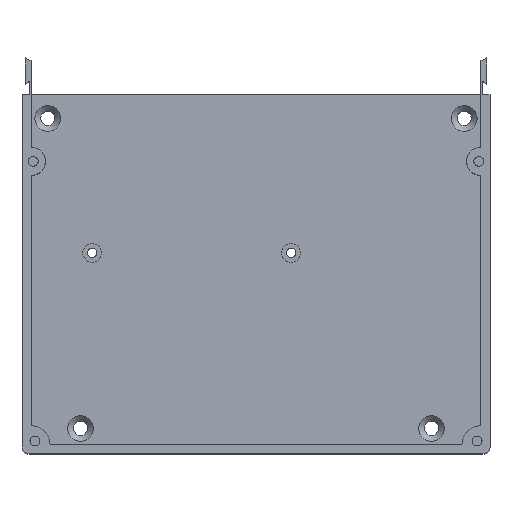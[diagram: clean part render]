
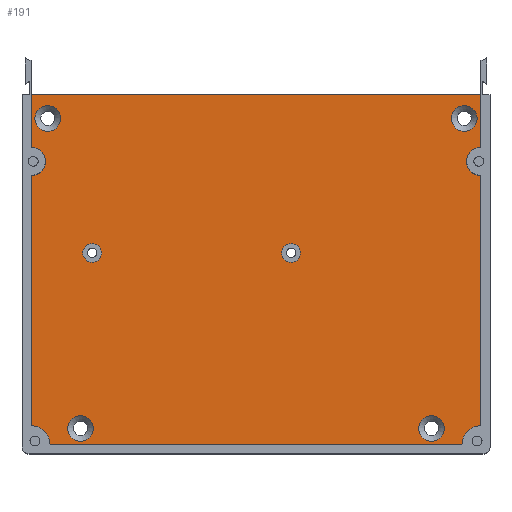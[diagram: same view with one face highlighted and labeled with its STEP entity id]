
A CAD part, top view. The second image highlights one B-rep face of the part: STEP entity #191.
In plain terms, the highlighted planar face has unit normal (0, 0, 1).
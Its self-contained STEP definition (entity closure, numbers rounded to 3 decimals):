
#55 = VERTEX_POINT('',#56);
#56 = CARTESIAN_POINT('',(30.5,11.,4.));
#64 = EDGE_CURVE('',#55,#55,#65,.T.);
#65 = CIRCLE('',#66,5.5);
#66 = AXIS2_PLACEMENT_3D('',#67,#68,#69);
#67 = CARTESIAN_POINT('',(25.,11.,4.));
#68 = DIRECTION('',(0.,0.,1.));
#69 = DIRECTION('',(1.,0.,0.));
#191 = ADVANCED_FACE('',(#192,#203,#289,#300,#311,#322,#333),#336,.T.);
#192 = FACE_BOUND('',#193,.T.);
#193 = EDGE_LOOP('',(#194));
#194 = ORIENTED_EDGE('',*,*,#195,.F.);
#195 = EDGE_CURVE('',#196,#196,#198,.T.);
#196 = VERTEX_POINT('',#197);
#197 = CARTESIAN_POINT('',(16.5,143.5,4.));
#198 = CIRCLE('',#199,5.5);
#199 = AXIS2_PLACEMENT_3D('',#200,#201,#202);
#200 = CARTESIAN_POINT('',(11.,143.5,4.));
#201 = DIRECTION('',(0.,0.,1.));
#202 = DIRECTION('',(1.,0.,0.));
#203 = FACE_BOUND('',#204,.T.);
#204 = EDGE_LOOP('',(#205,#215,#223,#232,#240,#249,#257,#266,#274,#283)
  );
#205 = ORIENTED_EDGE('',*,*,#206,.F.);
#206 = EDGE_CURVE('',#207,#209,#211,.T.);
#207 = VERTEX_POINT('',#208);
#208 = CARTESIAN_POINT('',(4.,153.5,4.));
#209 = VERTEX_POINT('',#210);
#210 = CARTESIAN_POINT('',(196.,153.5,4.));
#211 = LINE('',#212,#213);
#212 = CARTESIAN_POINT('',(0.,153.5,4.));
#213 = VECTOR('',#214,1.);
#214 = DIRECTION('',(1.,0.,0.));
#215 = ORIENTED_EDGE('',*,*,#216,.F.);
#216 = EDGE_CURVE('',#217,#207,#219,.T.);
#217 = VERTEX_POINT('',#218);
#218 = CARTESIAN_POINT('',(4.,131.,4.));
#219 = LINE('',#220,#221);
#220 = CARTESIAN_POINT('',(4.,4.,4.));
#221 = VECTOR('',#222,1.);
#222 = DIRECTION('',(0.,1.,0.));
#223 = ORIENTED_EDGE('',*,*,#224,.F.);
#224 = EDGE_CURVE('',#225,#217,#227,.T.);
#225 = VERTEX_POINT('',#226);
#226 = CARTESIAN_POINT('',(4.,119.,4.));
#227 = CIRCLE('',#228,6.);
#228 = AXIS2_PLACEMENT_3D('',#229,#230,#231);
#229 = CARTESIAN_POINT('',(4.,125.,4.));
#230 = DIRECTION('',(0.,0.,1.));
#231 = DIRECTION('',(1.,0.,0.));
#232 = ORIENTED_EDGE('',*,*,#233,.F.);
#233 = EDGE_CURVE('',#234,#225,#236,.T.);
#234 = VERTEX_POINT('',#235);
#235 = CARTESIAN_POINT('',(4.,12.,4.));
#236 = LINE('',#237,#238);
#237 = CARTESIAN_POINT('',(4.,4.,4.));
#238 = VECTOR('',#239,1.);
#239 = DIRECTION('',(0.,1.,0.));
#240 = ORIENTED_EDGE('',*,*,#241,.F.);
#241 = EDGE_CURVE('',#242,#234,#244,.T.);
#242 = VERTEX_POINT('',#243);
#243 = CARTESIAN_POINT('',(12.,4.,4.));
#244 = CIRCLE('',#245,8.);
#245 = AXIS2_PLACEMENT_3D('',#246,#247,#248);
#246 = CARTESIAN_POINT('',(4.,4.,4.));
#247 = DIRECTION('',(0.,0.,1.));
#248 = DIRECTION('',(1.,0.,0.));
#249 = ORIENTED_EDGE('',*,*,#250,.F.);
#250 = EDGE_CURVE('',#251,#242,#253,.T.);
#251 = VERTEX_POINT('',#252);
#252 = CARTESIAN_POINT('',(188.,4.,4.));
#253 = LINE('',#254,#255);
#254 = CARTESIAN_POINT('',(196.,4.,4.));
#255 = VECTOR('',#256,1.);
#256 = DIRECTION('',(-1.,0.,0.));
#257 = ORIENTED_EDGE('',*,*,#258,.F.);
#258 = EDGE_CURVE('',#259,#251,#261,.T.);
#259 = VERTEX_POINT('',#260);
#260 = CARTESIAN_POINT('',(196.,12.,4.));
#261 = CIRCLE('',#262,8.);
#262 = AXIS2_PLACEMENT_3D('',#263,#264,#265);
#263 = CARTESIAN_POINT('',(196.,4.,4.));
#264 = DIRECTION('',(0.,0.,1.));
#265 = DIRECTION('',(1.,0.,0.));
#266 = ORIENTED_EDGE('',*,*,#267,.F.);
#267 = EDGE_CURVE('',#268,#259,#270,.T.);
#268 = VERTEX_POINT('',#269);
#269 = CARTESIAN_POINT('',(196.,119.,4.));
#270 = LINE('',#271,#272);
#271 = CARTESIAN_POINT('',(196.,170.,4.));
#272 = VECTOR('',#273,1.);
#273 = DIRECTION('',(0.,-1.,0.));
#274 = ORIENTED_EDGE('',*,*,#275,.F.);
#275 = EDGE_CURVE('',#276,#268,#278,.T.);
#276 = VERTEX_POINT('',#277);
#277 = CARTESIAN_POINT('',(196.,131.,4.));
#278 = CIRCLE('',#279,6.);
#279 = AXIS2_PLACEMENT_3D('',#280,#281,#282);
#280 = CARTESIAN_POINT('',(196.,125.,4.));
#281 = DIRECTION('',(0.,0.,1.));
#282 = DIRECTION('',(1.,0.,0.));
#283 = ORIENTED_EDGE('',*,*,#284,.F.);
#284 = EDGE_CURVE('',#209,#276,#285,.T.);
#285 = LINE('',#286,#287);
#286 = CARTESIAN_POINT('',(196.,170.,4.));
#287 = VECTOR('',#288,1.);
#288 = DIRECTION('',(0.,-1.,0.));
#289 = FACE_BOUND('',#290,.T.);
#290 = EDGE_LOOP('',(#291));
#291 = ORIENTED_EDGE('',*,*,#292,.F.);
#292 = EDGE_CURVE('',#293,#293,#295,.T.);
#293 = VERTEX_POINT('',#294);
#294 = CARTESIAN_POINT('',(34.,86.,4.));
#295 = CIRCLE('',#296,4.);
#296 = AXIS2_PLACEMENT_3D('',#297,#298,#299);
#297 = CARTESIAN_POINT('',(30.,86.,4.));
#298 = DIRECTION('',(0.,0.,1.));
#299 = DIRECTION('',(1.,0.,0.));
#300 = FACE_BOUND('',#301,.T.);
#301 = EDGE_LOOP('',(#302));
#302 = ORIENTED_EDGE('',*,*,#303,.F.);
#303 = EDGE_CURVE('',#304,#304,#306,.T.);
#304 = VERTEX_POINT('',#305);
#305 = CARTESIAN_POINT('',(119.,86.,4.));
#306 = CIRCLE('',#307,4.);
#307 = AXIS2_PLACEMENT_3D('',#308,#309,#310);
#308 = CARTESIAN_POINT('',(115.,86.,4.));
#309 = DIRECTION('',(0.,0.,1.));
#310 = DIRECTION('',(1.,0.,0.));
#311 = FACE_BOUND('',#312,.T.);
#312 = EDGE_LOOP('',(#313));
#313 = ORIENTED_EDGE('',*,*,#314,.F.);
#314 = EDGE_CURVE('',#315,#315,#317,.T.);
#315 = VERTEX_POINT('',#316);
#316 = CARTESIAN_POINT('',(194.5,143.5,4.));
#317 = CIRCLE('',#318,5.5);
#318 = AXIS2_PLACEMENT_3D('',#319,#320,#321);
#319 = CARTESIAN_POINT('',(189.,143.5,4.));
#320 = DIRECTION('',(0.,0.,1.));
#321 = DIRECTION('',(1.,0.,0.));
#322 = FACE_BOUND('',#323,.T.);
#323 = EDGE_LOOP('',(#324));
#324 = ORIENTED_EDGE('',*,*,#325,.F.);
#325 = EDGE_CURVE('',#326,#326,#328,.T.);
#326 = VERTEX_POINT('',#327);
#327 = CARTESIAN_POINT('',(180.5,11.,4.));
#328 = CIRCLE('',#329,5.5);
#329 = AXIS2_PLACEMENT_3D('',#330,#331,#332);
#330 = CARTESIAN_POINT('',(175.,11.,4.));
#331 = DIRECTION('',(0.,0.,1.));
#332 = DIRECTION('',(1.,0.,0.));
#333 = FACE_BOUND('',#334,.T.);
#334 = EDGE_LOOP('',(#335));
#335 = ORIENTED_EDGE('',*,*,#64,.F.);
#336 = PLANE('',#337);
#337 = AXIS2_PLACEMENT_3D('',#338,#339,#340);
#338 = CARTESIAN_POINT('',(100.,95.115,4.));
#339 = DIRECTION('',(0.,0.,1.));
#340 = DIRECTION('',(1.,0.,0.));
